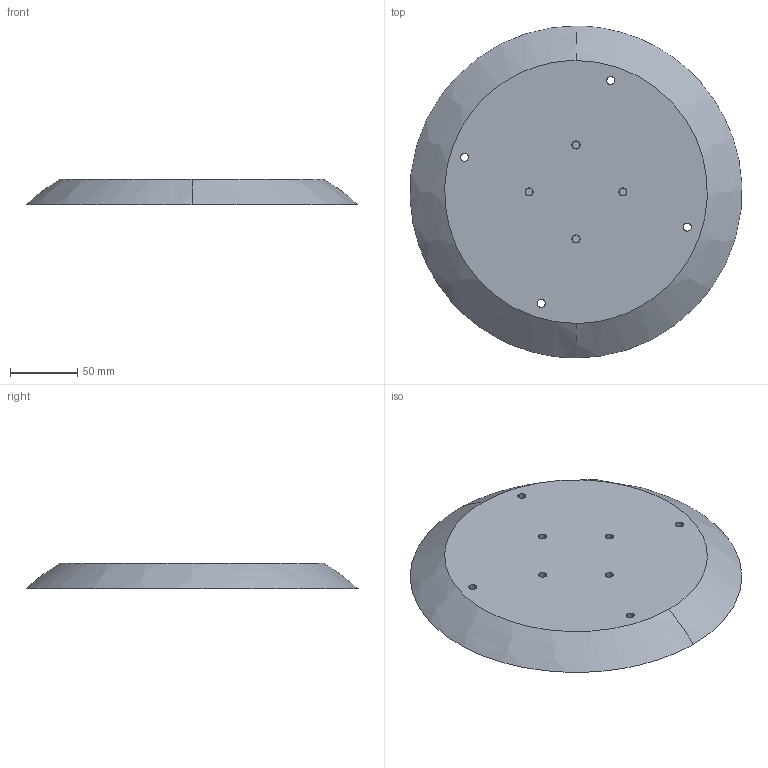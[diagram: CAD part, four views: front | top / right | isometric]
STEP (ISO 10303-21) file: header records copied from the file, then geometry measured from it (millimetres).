
FILE_DESCRIPTION(/* description */ (''),/* implementation_level */ '2;1');
FILE_NAME(/* name */ 'Körper14',/* time_stamp */ '2013-01-29T16:44:35+01:00',/* author */ (''),/* organization */ (''),/* preprocessor_version */ 'ST-DEVELOPER v10',/* originating_system */ '',/* authorisation */ '');
FILE_SCHEMA (('CONFIG_CONTROL_DESIGN'));
Length unit declared in the file: millimetre
Products named in the file (1): 1
Bounding box: 247.11 x 247.39 x 19 mm (x, y, z)
Volume: 747119.3 mm3; surface area: 102948.8 mm2
Topology: 1 solids, 1 shells, 24 faces, 54 edges, 36 vertices
Faces by surface type: bspline 18, plane 6
Entity records: 872 total; most frequent: CARTESIAN_POINT 452, ORIENTED_EDGE 108, EDGE_CURVE 54, EDGE_LOOP 36, VERTEX_POINT 36, ADVANCED_FACE 24, FACE_OUTER_BOUND 24, B_SPLINE_CURVE_WITH_KNOTS 16
